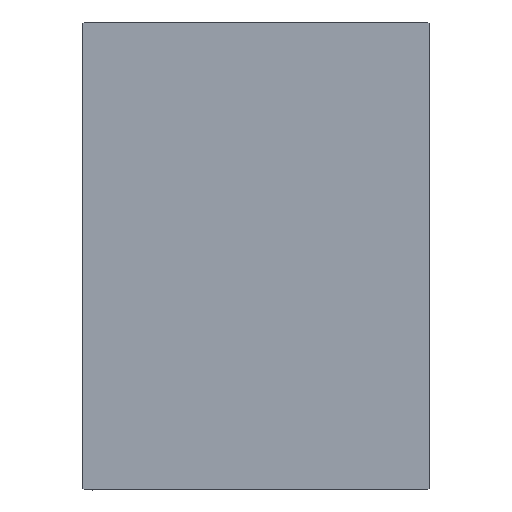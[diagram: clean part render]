
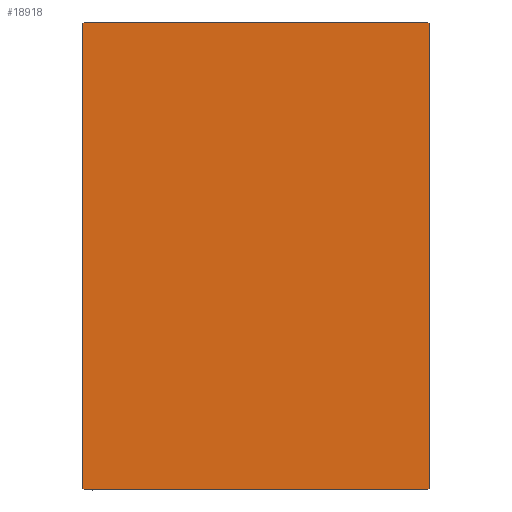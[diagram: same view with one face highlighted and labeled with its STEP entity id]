
A CAD part, left-side view. The second image highlights one B-rep face of the part: STEP entity #18918.
In plain terms, the highlighted face is planar.
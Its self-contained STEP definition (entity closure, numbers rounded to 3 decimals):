
#233 = EDGE_LOOP ( 'NONE', ( #30427, #7740, #21307, #20561, #5016, #33675, #38859, #22985 ) ) ;
#424 = VERTEX_POINT ( 'NONE', #36925 ) ;
#532 = DIRECTION ( 'NONE',  ( 0., -0.707, -0.707 ) ) ;
#575 = VECTOR ( 'NONE', #12826, 1000. ) ;
#1467 = CARTESIAN_POINT ( 'NONE',  ( 113., 31.5, 42.5 ) ) ;
#2481 = EDGE_CURVE ( 'NONE', #33989, #30568, #41577, .T. ) ;
#3699 = CARTESIAN_POINT ( 'NONE',  ( 113., -31.2, 42.5 ) ) ;
#4938 = AXIS2_PLACEMENT_3D ( 'NONE', #6598, #16628, #20104 ) ;
#5016 = ORIENTED_EDGE ( 'NONE', *, *, #2481, .T. ) ;
#5234 = DIRECTION ( 'NONE',  ( 0., 0., 1. ) ) ;
#5777 = DIRECTION ( 'NONE',  ( 0., 0.707, 0.707 ) ) ;
#5864 = CARTESIAN_POINT ( 'NONE',  ( 113., 31.2, 42.5 ) ) ;
#6368 = EDGE_CURVE ( 'NONE', #424, #8810, #28969, .T. ) ;
#6598 = CARTESIAN_POINT ( 'NONE',  ( 113., 0., 0. ) ) ;
#7740 = ORIENTED_EDGE ( 'NONE', *, *, #38722, .T. ) ;
#8404 = CARTESIAN_POINT ( 'NONE',  ( 113., -36.85, -36.85 ) ) ;
#8810 = VERTEX_POINT ( 'NONE', #13241 ) ;
#10083 = FACE_OUTER_BOUND ( 'NONE', #233, .T. ) ;
#10427 = DIRECTION ( 'NONE',  ( 0., -0.707, 0.707 ) ) ;
#11118 = VERTEX_POINT ( 'NONE', #41989 ) ;
#12695 = CARTESIAN_POINT ( 'NONE',  ( 113., -31.2, -42.5 ) ) ;
#12826 = DIRECTION ( 'NONE',  ( 0., 0., -1. ) ) ;
#13241 = CARTESIAN_POINT ( 'NONE',  ( 113., -31.5, -42.2 ) ) ;
#14254 = LINE ( 'NONE', #23639, #32215 ) ;
#14433 = EDGE_CURVE ( 'NONE', #8810, #22872, #24762, .T. ) ;
#15080 = VECTOR ( 'NONE', #5777, 1000. ) ;
#16628 = DIRECTION ( 'NONE',  ( 1., 0., 0. ) ) ;
#17789 = DIRECTION ( 'NONE',  ( 0., 0.707, -0.707 ) ) ;
#18262 = VERTEX_POINT ( 'NONE', #30097 ) ;
#18918 = ADVANCED_FACE ( 'NONE', ( #10083 ), #23823, .T. ) ;
#19978 = EDGE_CURVE ( 'NONE', #22872, #11118, #32261, .T. ) ;
#20104 = DIRECTION ( 'NONE',  ( 0., 0., -1. ) ) ;
#20561 = ORIENTED_EDGE ( 'NONE', *, *, #26158, .T. ) ;
#20879 = CARTESIAN_POINT ( 'NONE',  ( 113., 31.5, 42.2 ) ) ;
#21307 = ORIENTED_EDGE ( 'NONE', *, *, #38055, .T. ) ;
#21739 = VECTOR ( 'NONE', #42063, 1000. ) ;
#22332 = LINE ( 'NONE', #36111, #15080 ) ;
#22872 = VERTEX_POINT ( 'NONE', #12695 ) ;
#22985 = ORIENTED_EDGE ( 'NONE', *, *, #14433, .T. ) ;
#23619 = EDGE_CURVE ( 'NONE', #30568, #424, #14254, .T. ) ;
#23639 = CARTESIAN_POINT ( 'NONE',  ( 113., -36.85, 36.85 ) ) ;
#23823 = PLANE ( 'NONE',  #4938 ) ;
#24762 = LINE ( 'NONE', #8404, #33507 ) ;
#25004 = DIRECTION ( 'NONE',  ( 0., -1., 0. ) ) ;
#26158 = EDGE_CURVE ( 'NONE', #35534, #33989, #31139, .T. ) ;
#28969 = LINE ( 'NONE', #42049, #575 ) ;
#30097 = CARTESIAN_POINT ( 'NONE',  ( 113., 31.5, -42.2 ) ) ;
#30427 = ORIENTED_EDGE ( 'NONE', *, *, #19978, .T. ) ;
#30568 = VERTEX_POINT ( 'NONE', #3699 ) ;
#31115 = VECTOR ( 'NONE', #5234, 1000. ) ;
#31139 = LINE ( 'NONE', #37894, #39944 ) ;
#32061 = CARTESIAN_POINT ( 'NONE',  ( 113., 31.5, -42.5 ) ) ;
#32215 = VECTOR ( 'NONE', #532, 1000. ) ;
#32261 = LINE ( 'NONE', #38801, #21739 ) ;
#33507 = VECTOR ( 'NONE', #17789, 1000. ) ;
#33675 = ORIENTED_EDGE ( 'NONE', *, *, #23619, .T. ) ;
#33989 = VERTEX_POINT ( 'NONE', #5864 ) ;
#35534 = VERTEX_POINT ( 'NONE', #20879 ) ;
#36111 = CARTESIAN_POINT ( 'NONE',  ( 113., 36.85, -36.85 ) ) ;
#36925 = CARTESIAN_POINT ( 'NONE',  ( 113., -31.5, 42.2 ) ) ;
#37894 = CARTESIAN_POINT ( 'NONE',  ( 113., 36.85, 36.85 ) ) ;
#38055 = EDGE_CURVE ( 'NONE', #18262, #35534, #38604, .T. ) ;
#38604 = LINE ( 'NONE', #32061, #31115 ) ;
#38722 = EDGE_CURVE ( 'NONE', #11118, #18262, #22332, .T. ) ;
#38801 = CARTESIAN_POINT ( 'NONE',  ( 113., -31.5, -42.5 ) ) ;
#38859 = ORIENTED_EDGE ( 'NONE', *, *, #6368, .T. ) ;
#39593 = VECTOR ( 'NONE', #25004, 1000. ) ;
#39944 = VECTOR ( 'NONE', #10427, 1000. ) ;
#41577 = LINE ( 'NONE', #1467, #39593 ) ;
#41989 = CARTESIAN_POINT ( 'NONE',  ( 113., 31.2, -42.5 ) ) ;
#42049 = CARTESIAN_POINT ( 'NONE',  ( 113., -31.5, 42.5 ) ) ;
#42063 = DIRECTION ( 'NONE',  ( 0., 1., 0. ) ) ;
